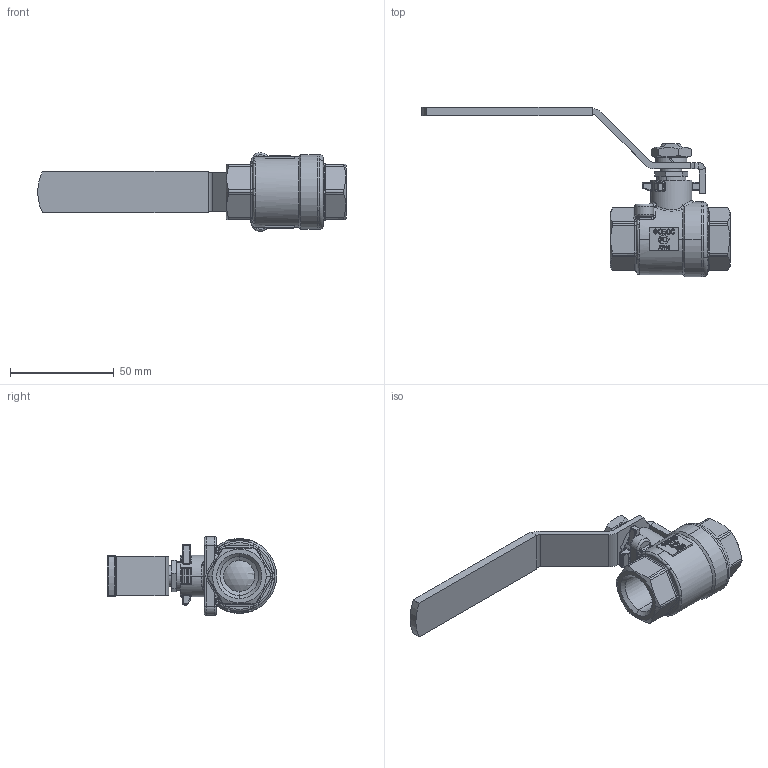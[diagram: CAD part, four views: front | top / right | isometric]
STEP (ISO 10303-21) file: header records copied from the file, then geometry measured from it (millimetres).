
FILE_DESCRIPTION((''),'2;1');
FILE_NAME('ÔÁ39 330 015 700.stp','2012-02-03T13:58:13',('Ãîíòàðåâ ÏÃ'),(''),'Autodesk Inventor 9','Autodesk Inventor 9','');
FILE_SCHEMA(('AUTOMOTIVE_DESIGN { 1 2 10303 214 0 1 1 1 }'));
Length unit declared in the file: millimetre
Products named in the file (17): 埡39 330 015 700; 扻豵鵨; 埡39 210 015 707; Êîëüöî330_15_700_íèæ; 崶鴈麧錪; Ñåäëî; 幄鼭歑; Âòóëêà ðåçüáîâàÿ 330_015; ﾈ鈕褄韃2; 埡39 330 015 711; ﾐ珞330_015_700; 埡39 330 015 704; 埡39 330 015 703; 埡39 330 015 702; Øàéáà 8 # ÃÎÑÒ 6402-70 Èñïîëíåíèå 1; Ãàéêà M10 # ÃÎÑÒ 5916-70 Èñïîëíåíèå 1; 埡39 330 015 706
Assembly tree (17 placements, depth 3):
  埡39 330 015 700
    扻豵鵨
    埡39 210 015 707
    Êîëüöî330_15_700_íèæ
    崶鴈麧錪
    Ñåäëî  x2
    幄鼭歑
    Âòóëêà ðåçüáîâàÿ 330_015
    ﾈ鈕褄韃2
      埡39 330 015 711
      ﾐ珞330_015_700
    埡39 330 015 704
    埡39 330 015 703
    埡39 330 015 702
    Øàéáà 8 # ÃÎÑÒ 6402-70 Èñïîëíåíèå 1
    Ãàéêà M10 # ÃÎÑÒ 5916-70 Èñïîëíåíèå 1
    埡39 330 015 706
Bounding box: 148.86 x 81.62 x 38 mm (x, y, z)
Volume: 50656.7 mm3; surface area: 39900.5 mm2
Topology: 16 solids, 16 shells, 916 faces, 2293 edges, 1440 vertices
Faces by surface type: plane 324, cylinder 257, bspline 248, cone 59, torus 18, sphere 10
Entity records: 33327 total; most frequent: CARTESIAN_POINT 12339, ORIENTED_EDGE 4518, DIRECTION 3925, EDGE_CURVE 2259, VERTEX_POINT 1428, AXIS2_PLACEMENT_3D 1423, VECTOR 1079, LINE 1079
